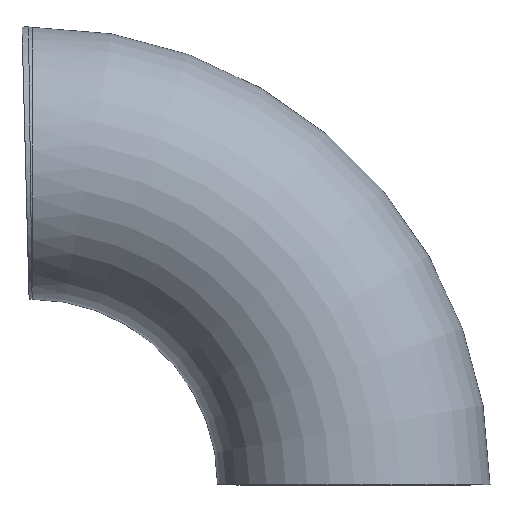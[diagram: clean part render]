
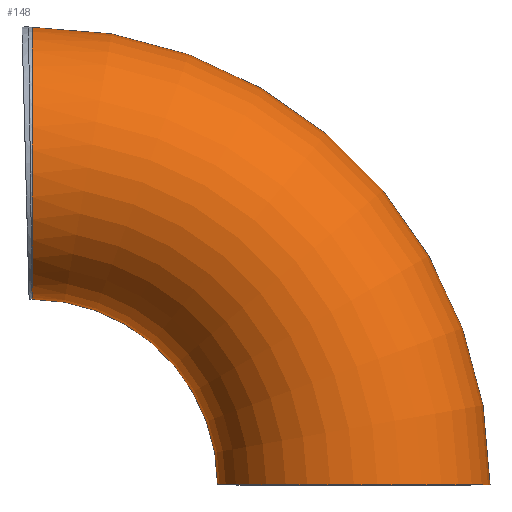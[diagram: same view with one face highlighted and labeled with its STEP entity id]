
A CAD part, top view. The second image highlights one B-rep face of the part: STEP entity #148.
In plain terms, the highlighted toroidal (fillet/blend) face has major radius 75 mm and minor radius 31.75 mm.
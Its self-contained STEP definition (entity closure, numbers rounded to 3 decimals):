
#22=B_SPLINE_CURVE_WITH_KNOTS('',3,(#274,#275,#276,#277,#278,#279,#280,
#281),.UNSPECIFIED.,.F.,.F.,(4,2,2,4),(-0.874,-0.755,
-0.496,0.),.UNSPECIFIED.);
#23=B_SPLINE_CURVE_WITH_KNOTS('',3,(#283,#284,#285,#286,#287,#288,#289,
#290,#291,#292),.UNSPECIFIED.,.F.,.F.,(4,2,2,2,4),(-1.748,-1.661,
-1.211,-0.965,-0.874),.UNSPECIFIED.);
#25=TOROIDAL_SURFACE('',#188,75.,31.75);
#31=FACE_OUTER_BOUND('',#40,.T.);
#40=EDGE_LOOP('',(#126,#127,#128,#129,#130,#131));
#49=CIRCLE('',#189,31.75);
#50=CIRCLE('',#190,43.25);
#51=CIRCLE('',#191,31.75);
#74=VERTEX_POINT('',#271);
#75=VERTEX_POINT('',#273);
#76=VERTEX_POINT('',#282);
#78=VERTEX_POINT('',#299);
#92=EDGE_CURVE('',#75,#74,#22,.T.);
#93=EDGE_CURVE('',#76,#75,#23,.T.);
#96=EDGE_CURVE('',#76,#74,#49,.T.);
#97=EDGE_CURVE('',#75,#78,#50,.T.);
#98=EDGE_CURVE('',#78,#78,#51,.T.);
#126=ORIENTED_EDGE('',*,*,#92,.T.);
#127=ORIENTED_EDGE('',*,*,#96,.F.);
#128=ORIENTED_EDGE('',*,*,#93,.T.);
#129=ORIENTED_EDGE('',*,*,#97,.T.);
#130=ORIENTED_EDGE('',*,*,#98,.T.);
#131=ORIENTED_EDGE('',*,*,#97,.F.);
#148=ADVANCED_FACE('',(#31),#25,.T.);
#188=AXIS2_PLACEMENT_3D('',#297,#233,#234);
#189=AXIS2_PLACEMENT_3D('',#298,#235,#236);
#190=AXIS2_PLACEMENT_3D('',#300,#237,#238);
#191=AXIS2_PLACEMENT_3D('',#301,#239,#240);
#233=DIRECTION('center_axis',(0.,0.,1.));
#234=DIRECTION('ref_axis',(1.,0.,0.));
#235=DIRECTION('center_axis',(-1.,0.,0.));
#236=DIRECTION('ref_axis',(0.,-1.,0.));
#237=DIRECTION('center_axis',(0.,0.,-1.));
#238=DIRECTION('ref_axis',(1.,0.,0.));
#239=DIRECTION('center_axis',(0.,1.,0.));
#240=DIRECTION('ref_axis',(-1.,0.,0.));
#271=CARTESIAN_POINT('',(-75.,-30.556,-8.625));
#273=CARTESIAN_POINT('',(-74.984,-31.75,0.));
#274=CARTESIAN_POINT('Ctrl Pts',(-74.984,-31.75,0.));
#275=CARTESIAN_POINT('Ctrl Pts',(-74.984,-31.75,-0.397));
#276=CARTESIAN_POINT('Ctrl Pts',(-74.985,-31.743,-0.793));
#277=CARTESIAN_POINT('Ctrl Pts',(-74.985,-31.695,-2.051));
#278=CARTESIAN_POINT('Ctrl Pts',(-74.986,-31.628,-2.911));
#279=CARTESIAN_POINT('Ctrl Pts',(-74.99,-31.329,-5.41));
#280=CARTESIAN_POINT('Ctrl Pts',(-74.994,-31.005,-7.034));
#281=CARTESIAN_POINT('Ctrl Pts',(-75.,-30.556,-8.625));
#282=CARTESIAN_POINT('',(-75.,-30.556,8.625));
#283=CARTESIAN_POINT('Ctrl Pts',(-75.,-30.556,8.625));
#284=CARTESIAN_POINT('Ctrl Pts',(-74.999,-30.634,8.349));
#285=CARTESIAN_POINT('Ctrl Pts',(-74.998,-30.708,8.072));
#286=CARTESIAN_POINT('Ctrl Pts',(-74.992,-31.147,6.339));
#287=CARTESIAN_POINT('Ctrl Pts',(-74.989,-31.412,4.859));
#288=CARTESIAN_POINT('Ctrl Pts',(-74.986,-31.658,2.55));
#289=CARTESIAN_POINT('Ctrl Pts',(-74.985,-31.713,1.731));
#290=CARTESIAN_POINT('Ctrl Pts',(-74.985,-31.746,0.607));
#291=CARTESIAN_POINT('Ctrl Pts',(-74.984,-31.75,0.303));
#292=CARTESIAN_POINT('Ctrl Pts',(-74.984,-31.75,0.));
#297=CARTESIAN_POINT('Origin',(-75.,-75.,0.));
#298=CARTESIAN_POINT('Origin',(-75.,0.,0.));
#299=CARTESIAN_POINT('',(-31.75,-75.,0.));
#300=CARTESIAN_POINT('Origin',(-75.,-75.,0.));
#301=CARTESIAN_POINT('Origin',(0.,-75.,0.));
